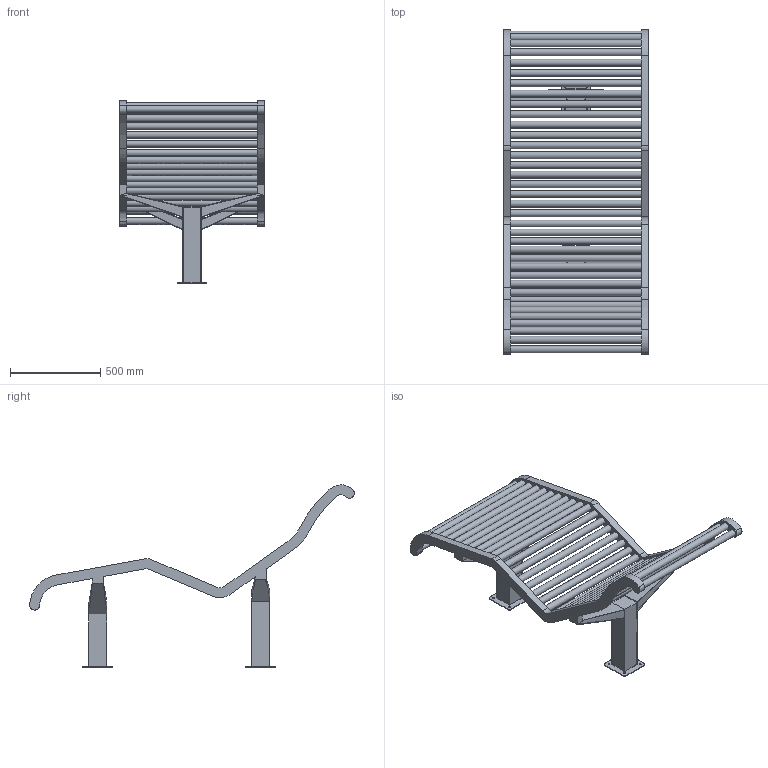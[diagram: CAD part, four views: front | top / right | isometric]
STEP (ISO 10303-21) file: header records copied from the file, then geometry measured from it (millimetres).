
FILE_DESCRIPTION(('STEP AP242'), '1');
FILE_NAME('Ëåæàê c ïîäà÷åé âîçäóõà', '', ('UNSPECIFIED'), ('UNSPECIFIED'), 'C3D Converter', 'C3D Toolkit', '');
FILE_SCHEMA(('AP242_MANAGED_MODEL_BASED_3D_ENGINEERING_MIM_LF { 1 0 10303 442 1 1 4 }'));
Length unit declared in the file: millimetre
Bounding box: 800 x 1795.31 x 1007.39 mm (x, y, z)
Volume: 16562935.1 mm3; surface area: 8490234.5 mm2
Topology: 40 solids, 44 shells, 739 faces, 1469 edges, 968 vertices
Faces by surface type: cylinder 407, plane 314, bspline 16, cone 2
Full cylindrical faces by diameter (mm): 4 x135, 10 x8, 35 x111, 38 x111, 69 x2, 76 x2
Entity records: 35710 total; most frequent: CARTESIAN_POINT 20866, DIRECTION 2806, ORIENTED_EDGE 2196, EDGE_LOOP 1626, AXIS2_PLACEMENT_3D 1270, EDGE_CURVE 1098, VERTEX_POINT 968, FACE_BOUND 884
